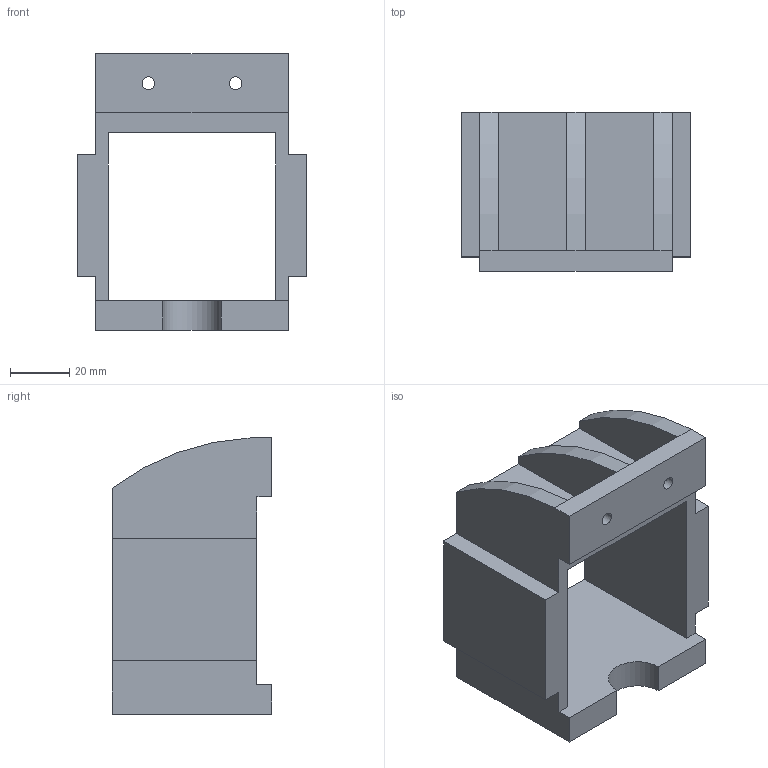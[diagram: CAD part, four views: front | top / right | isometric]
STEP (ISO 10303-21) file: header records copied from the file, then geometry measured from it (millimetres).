
FILE_DESCRIPTION((''),'2;1');
FILE_NAME('SHOULDER_NEMA_23_FULL_ATTACH','2021-03-01T22:18:33',('TINH LE'),(''),'CREO PARAMETRIC BY PTC INC, 2020154','CREO PARAMETRIC BY PTC INC, 2020154','');
FILE_SCHEMA(('CONFIG_CONTROL_DESIGN'));
Length unit declared in the file: millimetre
Products named in the file (1): SHOULDER_NEMA_23_FULL_ATTACH
Bounding box: 77.9 x 54 x 93.69 mm (x, y, z)
Volume: 125937.9 mm3; surface area: 38178.2 mm2
Topology: 1 solids, 1 shells, 38 faces, 107 edges, 70 vertices
Faces by surface type: plane 30, cylinder 8
Entity records: 1265 total; most frequent: CARTESIAN_POINT 215, ORIENTED_EDGE 214, DIRECTION 199, EDGE_CURVE 107, VECTOR 91, LINE 91, VERTEX_POINT 70, AXIS2_PLACEMENT_3D 54
